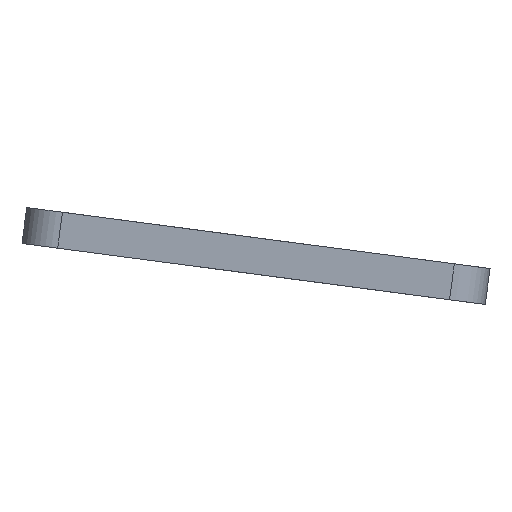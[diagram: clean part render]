
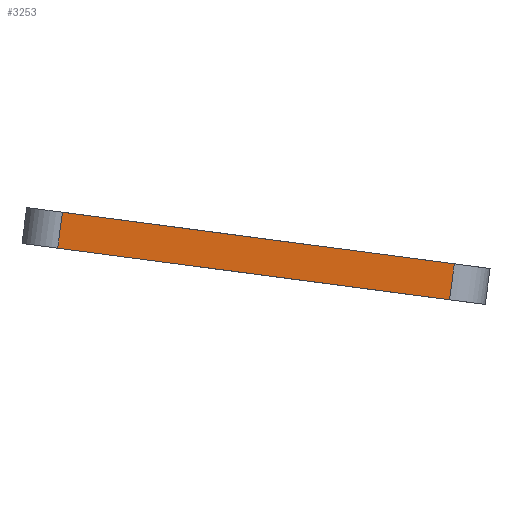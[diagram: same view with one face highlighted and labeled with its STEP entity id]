
A CAD part, left-side view. The second image highlights one B-rep face of the part: STEP entity #3253.
In plain terms, the highlighted planar face has unit normal (-1, 0, 0).
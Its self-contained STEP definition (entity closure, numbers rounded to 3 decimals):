
#229=FACE_OUTER_BOUND('',#442,.T.);
#442=EDGE_LOOP('',(#2938,#2939,#2940,#2941));
#449=LINE('',#4214,#880);
#593=LINE('',#4524,#1024);
#872=LINE('',#5090,#1303);
#874=LINE('',#5093,#1305);
#880=VECTOR('',#3447,10.);
#1024=VECTOR('',#3615,10.);
#1303=VECTOR('',#4186,10.);
#1305=VECTOR('',#4190,10.);
#1328=VERTEX_POINT('',#4211);
#1329=VERTEX_POINT('',#4213);
#1477=VERTEX_POINT('',#4510);
#1483=VERTEX_POINT('',#4522);
#1626=EDGE_CURVE('',#1328,#1329,#449,.T.);
#1781=EDGE_CURVE('',#1477,#1483,#593,.T.);
#2064=EDGE_CURVE('',#1477,#1328,#872,.T.);
#2066=EDGE_CURVE('',#1483,#1329,#874,.T.);
#2938=ORIENTED_EDGE('',*,*,#2064,.F.);
#2939=ORIENTED_EDGE('',*,*,#1781,.T.);
#2940=ORIENTED_EDGE('',*,*,#2066,.T.);
#2941=ORIENTED_EDGE('',*,*,#1626,.F.);
#3105=PLANE('',#3434);
#3253=ADVANCED_FACE('',(#229),#3105,.T.);
#3434=AXIS2_PLACEMENT_3D('',#5092,#4188,#4189);
#3447=DIRECTION('',(0.,-0.991,-0.131));
#3615=DIRECTION('',(0.,-0.991,-0.131));
#4186=DIRECTION('',(0.,-0.131,0.991));
#4188=DIRECTION('center_axis',(-1.,0.,0.));
#4189=DIRECTION('ref_axis',(0.,0.,1.));
#4190=DIRECTION('',(0.,-0.131,0.991));
#4211=CARTESIAN_POINT('',(-102.263,24.341,16.199));
#4213=CARTESIAN_POINT('',(-102.263,-27.363,9.392));
#4214=CARTESIAN_POINT('',(-102.263,13.894,14.823));
#4510=CARTESIAN_POINT('',(-102.263,24.965,11.46));
#4522=CARTESIAN_POINT('',(-102.263,-26.739,4.653));
#4524=CARTESIAN_POINT('',(-102.263,-16.292,6.028));
#5090=CARTESIAN_POINT('',(-102.263,24.834,12.451));
#5092=CARTESIAN_POINT('Origin',(-102.263,-1.148,10.039));
#5093=CARTESIAN_POINT('',(-102.263,-27.261,8.618));
